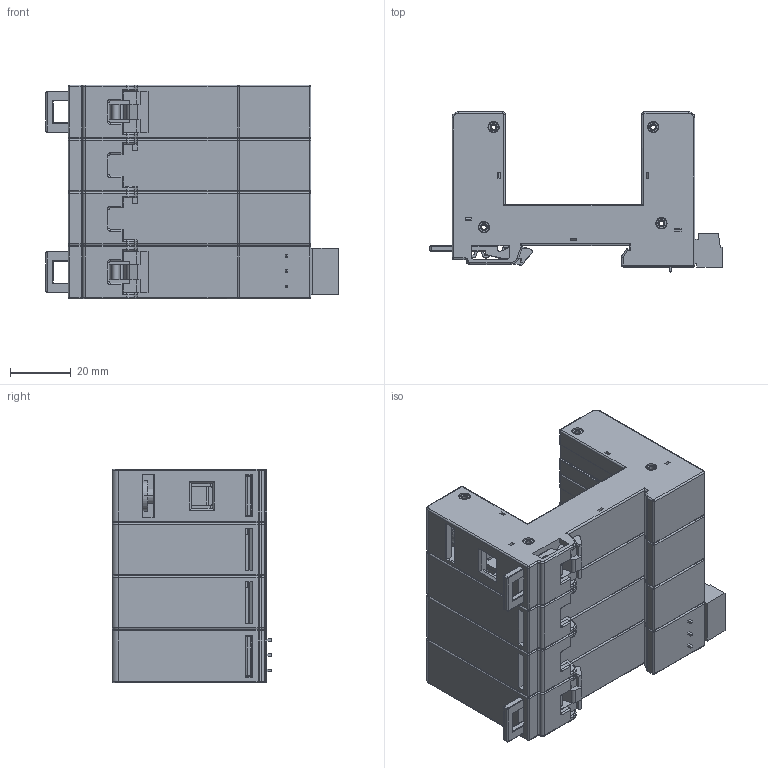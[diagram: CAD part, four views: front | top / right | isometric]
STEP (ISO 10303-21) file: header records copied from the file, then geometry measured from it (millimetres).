
FILE_DESCRIPTION((''),'2;1');
FILE_NAME('510748000_ASM','2019-09-06T12:24:57',('Sebastjan.kamensek'),('Audax d.o.o.'),'CREO PARAMETRIC BY PTC INC, 2017260','CREO PARAMETRIC BY PTC INC, 2017260','');
FILE_SCHEMA(('AP242_MANAGED_MODEL_BASED_3D_ENGINEERING_MIM_LF { 1 0 10303 442 1 1 4 }'));
Products named in the file (17): 510738105; 322429110; 501000132; 510737102_ASM; 507702113_AF0; 507702114_AF0; 510737204_ASM; 510738106; 510738107; 510738102; 510737105_ASM; 510737107_DEF; 510738104; 322305112; 510750100_ASM; 122053202; 510748000_ASM
Assembly tree (31 placements, depth 4):
  510748000_ASM
    510750100_ASM
      510738105
      510737102_ASM  x4
        322429110
        501000132
      510737204_ASM
        507702113_AF0
        507702114_AF0
      510738106
      510738107  x3
      510738102
      510737105_ASM
        322429110
        501000132
      510737107_DEF  x4
      510738104  x2
      322305112  x2
    122053202  x4
Bounding box: 96.3 x 52.7 x 70.4 mm (x, y, z)
Volume: 82716.2 mm3; surface area: 135004.4 mm2
Topology: 30 solids, 30 shells, 6200 faces, 16248 edges, 10328 vertices
Faces by surface type: plane 4376, cylinder 1332, torus 174, cone 128, bspline 124, sphere 66
Entity records: 144564 total; most frequent: CARTESIAN_POINT 22551, ORIENTED_EDGE 19146, DIRECTION 18354, PRESENTATION_STYLE_ASSIGNMENT 9684, STYLED_ITEM 9615, CURVE_STYLE 9573, EDGE_CURVE 9573, VECTOR 7608
